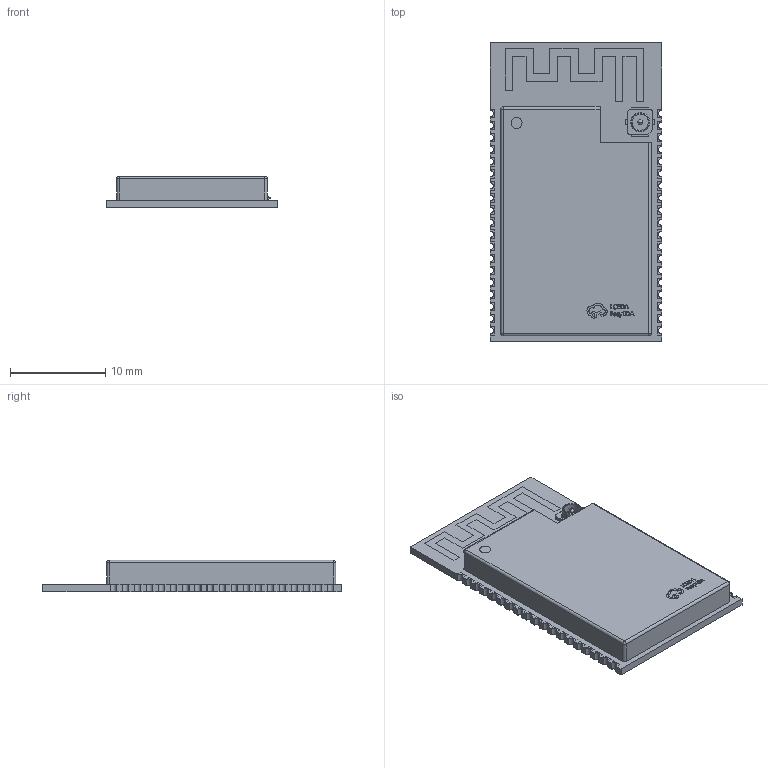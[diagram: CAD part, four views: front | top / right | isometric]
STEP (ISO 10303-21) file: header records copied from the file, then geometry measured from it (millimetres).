
FILE_DESCRIPTION (( 'STEP AP214' ), '1' );
FILE_NAME ('WIFI-SMD_L31.4-W18.0-H3.3-ESP32-WROVER-E.STEP', '2025-08-25T09:57:43', ( '' ), ( '' ), 'SwSTEP 2.0', 'SolidWorks 2021', '' );
FILE_SCHEMA (( 'AUTOMOTIVE_DESIGN' ));
Length unit declared in the file: millimetre
Products named in the file (1): WIFI-SMD_L31.4-W18.0-H3.3-ESP32-WROVER-E
Bounding box: 18 x 31.4 x 3.3 mm (x, y, z)
Volume: 1346.6 mm3; surface area: 2168 mm2
Topology: 7 solids, 7 shells, 967 faces, 2739 edges, 1812 vertices
Faces by surface type: plane 676, cylinder 168, bspline 98, torus 12, sphere 7, cone 6
Entity records: 42277 total; most frequent: CARTESIAN_POINT 6814, ORIENTED_EDGE 5460, DIRECTION 4638, EDGE_CURVE 2730, VECTOR 2162, LINE 2162, VERTEX_POINT 1810, AXIS2_PLACEMENT_3D 1238
